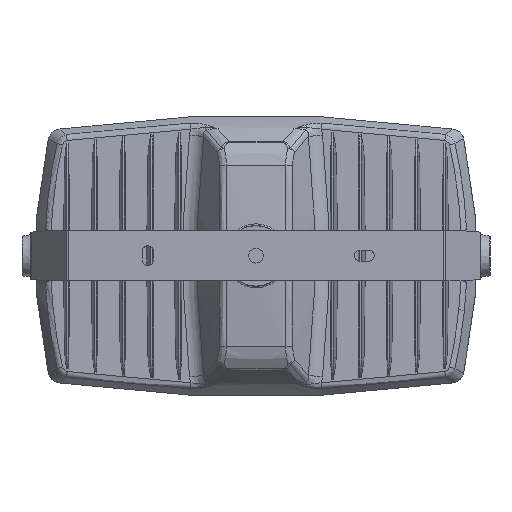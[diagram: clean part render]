
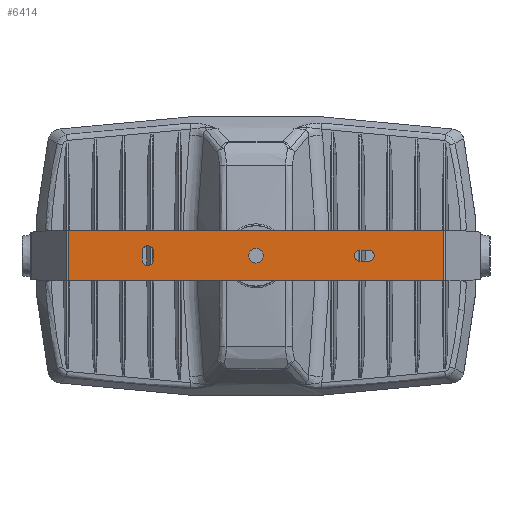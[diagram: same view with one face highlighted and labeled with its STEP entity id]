
A CAD part, top view. The second image highlights one B-rep face of the part: STEP entity #6414.
In plain terms, the highlighted planar face has unit normal (0, 0, 1).
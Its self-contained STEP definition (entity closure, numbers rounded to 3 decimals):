
#4794=FACE_BOUND('',#8845,.T.);
#4795=FACE_BOUND('',#8846,.T.);
#4796=FACE_BOUND('',#8847,.T.);
#4797=FACE_BOUND('',#8848,.T.);
#5329=CIRCLE('',#22062,6.5);
#5330=CIRCLE('',#22063,6.5);
#5331=CIRCLE('',#22064,8.5);
#5332=CIRCLE('',#22065,6.5);
#5333=CIRCLE('',#22066,6.5);
#6414=ADVANCED_FACE('',(#4794,#4795,#4796,#4797),#6705,.T.);
#6705=PLANE('',#22067);
#8845=EDGE_LOOP('',(#14555,#14556,#14557,#14558));
#8846=EDGE_LOOP('',(#14559));
#8847=EDGE_LOOP('',(#14560,#14561,#14562,#14563));
#8848=EDGE_LOOP('',(#14564,#14565,#14566,#14567));
#14555=ORIENTED_EDGE('',*,*,#20075,.F.);
#14556=ORIENTED_EDGE('',*,*,#20076,.T.);
#14557=ORIENTED_EDGE('',*,*,#20077,.T.);
#14558=ORIENTED_EDGE('',*,*,#20078,.T.);
#14559=ORIENTED_EDGE('',*,*,#20079,.T.);
#14560=ORIENTED_EDGE('',*,*,#20080,.T.);
#14561=ORIENTED_EDGE('',*,*,#20081,.F.);
#14562=ORIENTED_EDGE('',*,*,#20082,.F.);
#14563=ORIENTED_EDGE('',*,*,#20083,.F.);
#14564=ORIENTED_EDGE('',*,*,#20084,.T.);
#14565=ORIENTED_EDGE('',*,*,#20040,.T.);
#14566=ORIENTED_EDGE('',*,*,#20085,.T.);
#14567=ORIENTED_EDGE('',*,*,#20058,.T.);
#17056=VERTEX_POINT('',#68510);
#17057=VERTEX_POINT('',#68511);
#17074=VERTEX_POINT('',#68546);
#17075=VERTEX_POINT('',#68548);
#17089=VERTEX_POINT('',#68581);
#17090=VERTEX_POINT('',#68582);
#17091=VERTEX_POINT('',#68584);
#17092=VERTEX_POINT('',#68586);
#17093=VERTEX_POINT('',#68589);
#17094=VERTEX_POINT('',#68591);
#17095=VERTEX_POINT('',#68592);
#17096=VERTEX_POINT('',#68594);
#17097=VERTEX_POINT('',#68596);
#20040=EDGE_CURVE('',#17056,#17057,#20734,.T.);
#20058=EDGE_CURVE('',#17075,#17074,#20746,.T.);
#20075=EDGE_CURVE('',#17089,#17090,#20756,.T.);
#20076=EDGE_CURVE('',#17089,#17091,#5329,.T.);
#20077=EDGE_CURVE('',#17091,#17092,#20757,.T.);
#20078=EDGE_CURVE('',#17092,#17090,#5330,.T.);
#20079=EDGE_CURVE('',#17093,#17093,#5331,.T.);
#20080=EDGE_CURVE('',#17094,#17095,#20758,.T.);
#20081=EDGE_CURVE('',#17096,#17095,#5332,.T.);
#20082=EDGE_CURVE('',#17097,#17096,#20759,.T.);
#20083=EDGE_CURVE('',#17094,#17097,#5333,.T.);
#20084=EDGE_CURVE('',#17074,#17056,#20760,.T.);
#20085=EDGE_CURVE('',#17057,#17075,#20761,.T.);
#20734=LINE('',#68509,#21290);
#20746=LINE('',#68547,#21302);
#20756=LINE('',#68580,#21312);
#20757=LINE('',#68585,#21313);
#20758=LINE('',#68590,#21314);
#20759=LINE('',#68595,#21315);
#20760=LINE('',#68598,#21316);
#20761=LINE('',#68599,#21317);
#21290=VECTOR('',#24022,1.);
#21302=VECTOR('',#24048,1.);
#21312=VECTOR('',#24076,1.);
#21313=VECTOR('',#24079,1.);
#21314=VECTOR('',#24084,1.);
#21315=VECTOR('',#24087,1.);
#21316=VECTOR('',#24090,1.);
#21317=VECTOR('',#24091,1.);
#22062=AXIS2_PLACEMENT_3D('',#68583,#24077,#24078);
#22063=AXIS2_PLACEMENT_3D('',#68587,#24080,#24081);
#22064=AXIS2_PLACEMENT_3D('',#68588,#24082,#24083);
#22065=AXIS2_PLACEMENT_3D('',#68593,#24085,#24086);
#22066=AXIS2_PLACEMENT_3D('',#68597,#24088,#24089);
#22067=AXIS2_PLACEMENT_3D('',#68600,#24092,#24093);
#24022=DIRECTION('',(-1.,0.,0.));
#24048=DIRECTION('',(1.,0.,0.));
#24076=DIRECTION('',(0.,1.,0.));
#24077=DIRECTION('',(0.,0.,-1.));
#24078=DIRECTION('',(0.,-1.,0.));
#24079=DIRECTION('',(0.,1.,0.));
#24080=DIRECTION('',(0.,0.,-1.));
#24081=DIRECTION('',(0.,-1.,0.));
#24082=DIRECTION('',(0.,0.,-1.));
#24083=DIRECTION('',(0.,-1.,0.));
#24084=DIRECTION('',(-1.,0.,0.));
#24085=DIRECTION('',(0.,0.,1.));
#24086=DIRECTION('',(0.,-1.,0.));
#24087=DIRECTION('',(-1.,0.,0.));
#24088=DIRECTION('',(0.,0.,1.));
#24089=DIRECTION('',(0.,-1.,0.));
#24090=DIRECTION('',(0.,1.,0.));
#24091=DIRECTION('',(0.,-1.,0.));
#24092=DIRECTION('',(0.,0.,1.));
#24093=DIRECTION('',(0.,-1.,0.));
#68509=CARTESIAN_POINT('',(2633.613,1732.91,220.));
#68510=CARTESIAN_POINT('',(2859.911,1732.91,220.));
#68511=CARTESIAN_POINT('',(2426.814,1732.91,220.));
#68546=CARTESIAN_POINT('',(2859.911,1674.91,220.));
#68547=CARTESIAN_POINT('',(2633.613,1674.91,220.));
#68548=CARTESIAN_POINT('',(2426.814,1674.91,220.));
#68580=CARTESIAN_POINT('',(2525.113,1698.91,220.));
#68581=CARTESIAN_POINT('',(2525.113,1698.91,220.));
#68582=CARTESIAN_POINT('',(2525.113,1708.91,220.));
#68583=CARTESIAN_POINT('',(2518.613,1698.91,220.));
#68584=CARTESIAN_POINT('',(2512.113,1698.91,220.));
#68585=CARTESIAN_POINT('',(2512.113,1724.61,220.));
#68586=CARTESIAN_POINT('',(2512.113,1708.91,220.));
#68587=CARTESIAN_POINT('',(2518.613,1708.91,220.));
#68588=CARTESIAN_POINT('',(2643.613,1703.91,220.));
#68589=CARTESIAN_POINT('',(2643.613,1695.41,220.));
#68590=CARTESIAN_POINT('',(2633.613,1697.41,220.));
#68591=CARTESIAN_POINT('',(2773.613,1697.41,220.));
#68592=CARTESIAN_POINT('',(2763.613,1697.41,220.));
#68593=CARTESIAN_POINT('',(2763.613,1703.91,220.));
#68594=CARTESIAN_POINT('',(2763.613,1710.41,220.));
#68595=CARTESIAN_POINT('',(2773.613,1710.41,220.));
#68596=CARTESIAN_POINT('',(2773.613,1710.41,220.));
#68597=CARTESIAN_POINT('',(2773.613,1703.91,220.));
#68598=CARTESIAN_POINT('',(2859.911,1724.61,220.));
#68599=CARTESIAN_POINT('',(2426.814,1724.61,220.));
#68600=CARTESIAN_POINT('',(2633.613,1724.61,220.));
